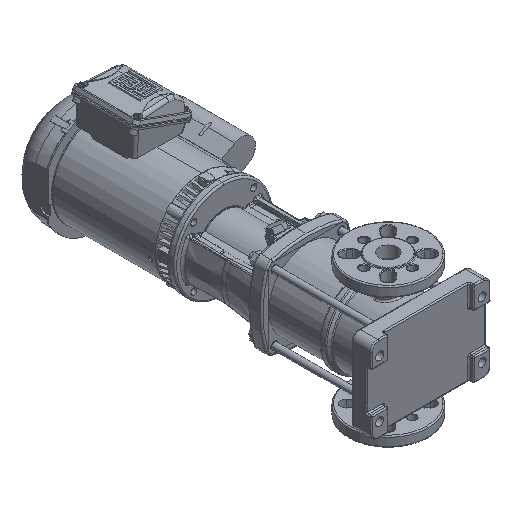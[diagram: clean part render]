
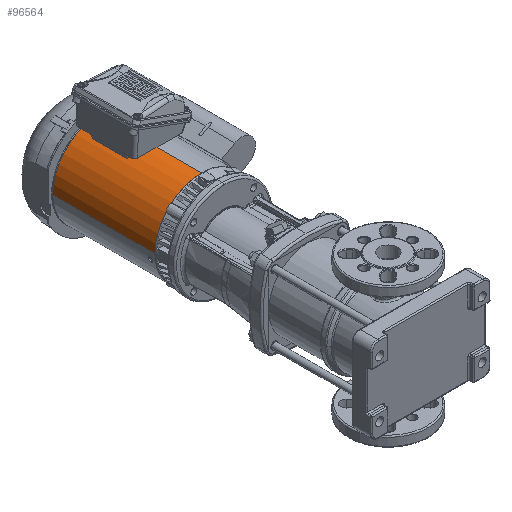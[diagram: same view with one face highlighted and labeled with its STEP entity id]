
A CAD part, isometric view. The second image highlights one B-rep face of the part: STEP entity #96564.
In plain terms, the highlighted cylindrical face has radius 81.875 mm (diameter 163.75 mm), a partial arc.
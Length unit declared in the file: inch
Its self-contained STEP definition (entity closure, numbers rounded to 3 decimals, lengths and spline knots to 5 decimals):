
#7554 = VECTOR ( 'NONE', #32783, 39.37008 ) ;
#8890 = ORIENTED_EDGE ( 'NONE', *, *, #45587, .F. ) ;
#9746 = EDGE_LOOP ( 'NONE', ( #78420, #97080, #28482, #8890 ) ) ;
#11214 = FACE_OUTER_BOUND ( 'NONE', #9746, .T. ) ;
#12052 = CARTESIAN_POINT ( 'NONE',  ( 21.20633, -3.22343, 0.00056 ) ) ;
#17041 = DIRECTION ( 'NONE',  ( 1., 0., 0. ) ) ;
#18824 = DIRECTION ( 'NONE',  ( 0., 0., 1. ) ) ;
#21202 = EDGE_CURVE ( 'NONE', #21606, #70898, #67027, .T. ) ;
#21606 = VERTEX_POINT ( 'NONE', #89239 ) ;
#21808 = DIRECTION ( 'NONE',  ( -1., 0., 0. ) ) ;
#22315 = EDGE_CURVE ( 'NONE', #70898, #22349, #63212, .T. ) ;
#22349 = VERTEX_POINT ( 'NONE', #87930 ) ;
#26710 = AXIS2_PLACEMENT_3D ( 'NONE', #50240, #17041, #64923 ) ;
#28482 = ORIENTED_EDGE ( 'NONE', *, *, #22315, .T. ) ;
#32783 = DIRECTION ( 'NONE',  ( -1., 0., 0. ) ) ;
#33426 = CARTESIAN_POINT ( 'NONE',  ( 0., -3.22343, 0.00056 ) ) ;
#40191 = DIRECTION ( 'NONE',  ( -1., 0., 0. ) ) ;
#43315 = CYLINDRICAL_SURFACE ( 'NONE', #94599, 3.22343 ) ;
#45587 = EDGE_CURVE ( 'NONE', #63333, #22349, #96312, .T. ) ;
#49546 = EDGE_CURVE ( 'NONE', #63333, #21606, #63405, .T. ) ;
#50240 = CARTESIAN_POINT ( 'NONE',  ( -7.08661, 0., 0. ) ) ;
#52544 = DIRECTION ( 'NONE',  ( -1., 0., 0. ) ) ;
#60704 = CARTESIAN_POINT ( 'NONE',  ( 21.20633, 0., 0. ) ) ;
#63212 = CIRCLE ( 'NONE', #26710, 3.22343 ) ;
#63333 = VERTEX_POINT ( 'NONE', #33426 ) ;
#63405 = CIRCLE ( 'NONE', #73787, 3.22343 ) ;
#64923 = DIRECTION ( 'NONE',  ( 0., 0., 1. ) ) ;
#67027 = LINE ( 'NONE', #106743, #7554 ) ;
#70898 = VERTEX_POINT ( 'NONE', #72552 ) ;
#72552 = CARTESIAN_POINT ( 'NONE',  ( -7.08661, 0., 3.22343 ) ) ;
#73787 = AXIS2_PLACEMENT_3D ( 'NONE', #82036, #40191, #89659 ) ;
#78420 = ORIENTED_EDGE ( 'NONE', *, *, #49546, .T. ) ;
#82036 = CARTESIAN_POINT ( 'NONE',  ( 0., 0., 0. ) ) ;
#87559 = VECTOR ( 'NONE', #21808, 39.37008 ) ;
#87930 = CARTESIAN_POINT ( 'NONE',  ( -7.08661, -3.22343, 0.00056 ) ) ;
#89239 = CARTESIAN_POINT ( 'NONE',  ( 0., 0., 3.22343 ) ) ;
#89659 = DIRECTION ( 'NONE',  ( 0., 0., -1. ) ) ;
#94599 = AXIS2_PLACEMENT_3D ( 'NONE', #60704, #52544, #18824 ) ;
#96312 = LINE ( 'NONE', #12052, #87559 ) ;
#96564 = ADVANCED_FACE ( 'NONE', ( #11214 ), #43315, .T. ) ;
#97080 = ORIENTED_EDGE ( 'NONE', *, *, #21202, .T. ) ;
#106743 = CARTESIAN_POINT ( 'NONE',  ( 21.20633, 0., 3.22343 ) ) ;
